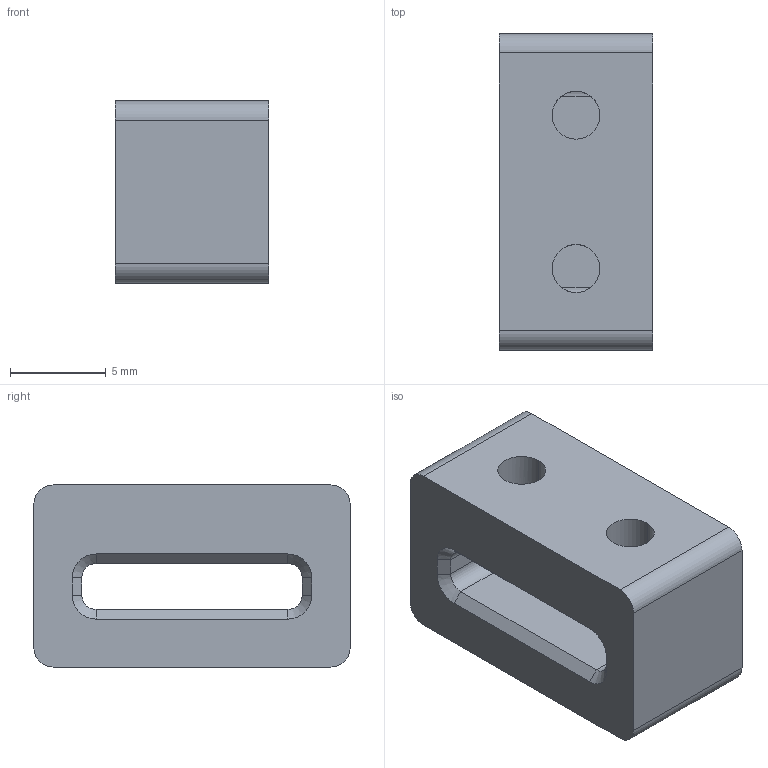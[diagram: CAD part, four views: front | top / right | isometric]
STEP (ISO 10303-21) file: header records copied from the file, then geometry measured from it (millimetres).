
FILE_DESCRIPTION (( 'STEP AP203' ), '1' );
FILE_NAME ('肮祭湍縐諶.STEP', '2025-01-04T13:45:47', ( '' ), ( '' ), 'SwSTEP 2.0', 'SolidWorks 2022', '' );
FILE_SCHEMA (( 'CONFIG_CONTROL_DESIGN' ));
Length unit declared in the file: millimetre
Products named in the file (1): 同步带卡扣
Bounding box: 8 x 16.5 x 9.5 mm (x, y, z)
Volume: 983 mm3; surface area: 901.9 mm2
Topology: 1 solids, 1 shells, 38 faces, 98 edges, 60 vertices
Faces by surface type: plane 18, cylinder 12, cone 8
Entity records: 1251 total; most frequent: CARTESIAN_POINT 215, DIRECTION 208, ORIENTED_EDGE 196, EDGE_CURVE 98, AXIS2_PLACEMENT_3D 73, VECTOR 62, LINE 62, VERTEX_POINT 60
